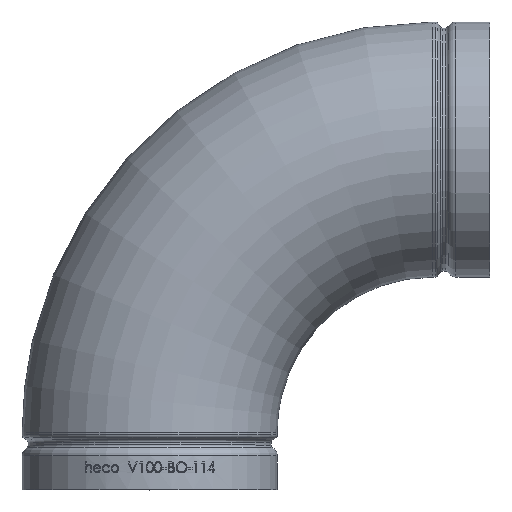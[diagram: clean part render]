
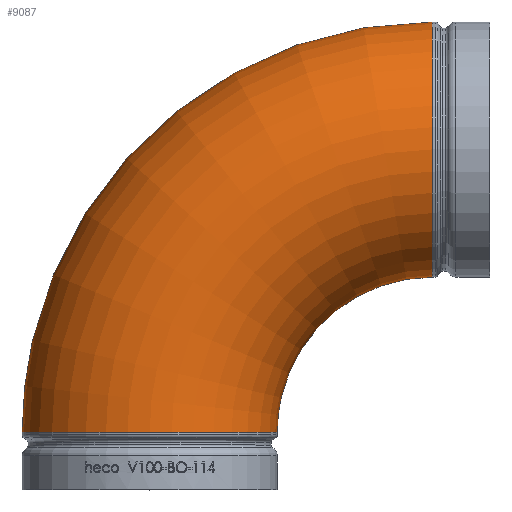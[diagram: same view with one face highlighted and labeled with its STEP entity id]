
A CAD part, top view. The second image highlights one B-rep face of the part: STEP entity #9087.
In plain terms, the highlighted toroidal (fillet/blend) face has major radius 126.645 mm and minor radius 57.15 mm.
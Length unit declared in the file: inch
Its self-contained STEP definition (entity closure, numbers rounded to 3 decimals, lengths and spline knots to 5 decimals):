
#2328 = CARTESIAN_POINT ( 'NONE',  ( 4.98603, 0., 0. ) ) ;
#2751 = CIRCLE ( 'NONE', #5036, 2.25 ) ;
#3150 = ORIENTED_EDGE ( 'NONE', *, *, #7821, .F. ) ;
#3891 = AXIS2_PLACEMENT_3D ( 'NONE', #2328, #11023, #14346 ) ;
#4421 = CARTESIAN_POINT ( 'NONE',  ( 0., -4.98603, -2.25 ) ) ;
#4898 = DIRECTION ( 'NONE',  ( 0., 0., 1. ) ) ;
#5036 = AXIS2_PLACEMENT_3D ( 'NONE', #6149, #7793, #9720 ) ;
#5714 = VERTEX_POINT ( 'NONE', #18494 ) ;
#6149 = CARTESIAN_POINT ( 'NONE',  ( 0., -4.98603, 0. ) ) ;
#6844 = CARTESIAN_POINT ( 'NONE',  ( 4.98603, -4.98603, 0. ) ) ;
#7327 = FACE_OUTER_BOUND ( 'NONE', #8550, .T. ) ;
#7793 = DIRECTION ( 'NONE',  ( 0., -1., 0. ) ) ;
#7821 = EDGE_CURVE ( 'NONE', #19605, #19605, #2751, .T. ) ;
#7937 = EDGE_LOOP ( 'NONE', ( #11674 ) ) ;
#8550 = EDGE_LOOP ( 'NONE', ( #3150 ) ) ;
#9087 = ADVANCED_FACE ( 'NONE', ( #7327, #19588 ), #14693, .T. ) ;
#9127 = CIRCLE ( 'NONE', #3891, 2.25 ) ;
#9720 = DIRECTION ( 'NONE',  ( 0., 0., -1. ) ) ;
#11023 = DIRECTION ( 'NONE',  ( 1., 0., 0. ) ) ;
#11674 = ORIENTED_EDGE ( 'NONE', *, *, #12618, .F. ) ;
#12618 = EDGE_CURVE ( 'NONE', #5714, #5714, #9127, .T. ) ;
#13622 = DIRECTION ( 'NONE',  ( 1., 0., 0. ) ) ;
#14346 = DIRECTION ( 'NONE',  ( 0., 0., -1. ) ) ;
#14469 = AXIS2_PLACEMENT_3D ( 'NONE', #6844, #4898, #13622 ) ;
#14693 = TOROIDAL_SURFACE ( 'NONE', #14469, 4.98603, 2.25 ) ;
#18494 = CARTESIAN_POINT ( 'NONE',  ( 4.98603, 0., -2.25 ) ) ;
#19588 = FACE_OUTER_BOUND ( 'NONE', #7937, .T. ) ;
#19605 = VERTEX_POINT ( 'NONE', #4421 ) ;
